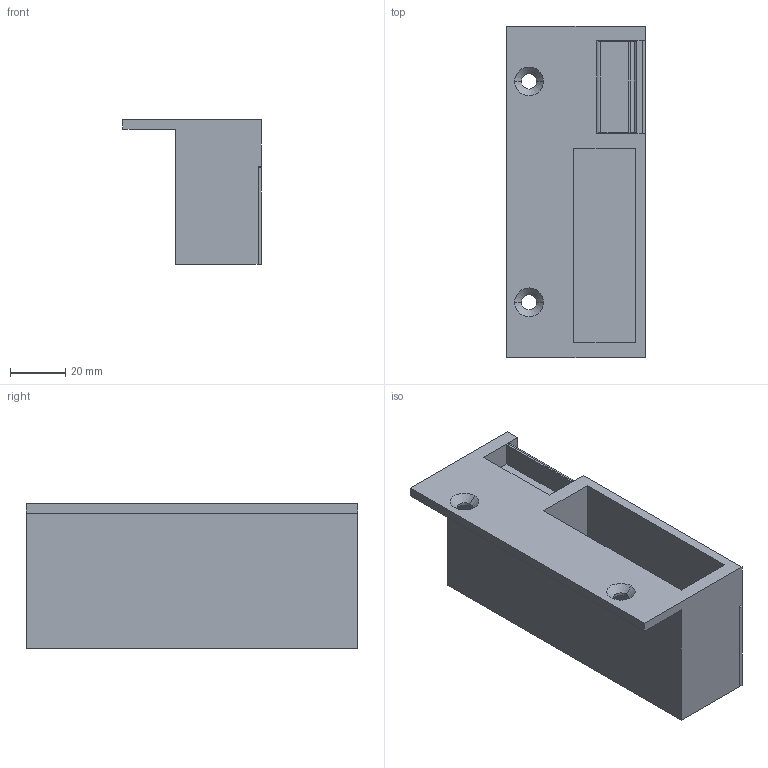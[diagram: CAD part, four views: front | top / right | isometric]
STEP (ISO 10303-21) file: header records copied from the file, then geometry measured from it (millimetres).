
FILE_DESCRIPTION (( 'STEP AP214' ), '1' );
FILE_NAME ('SEA3120_DL.STEP', '2021-07-30T12:30:06', ( '' ), ( '' ), 'SwSTEP 2.0', 'SolidWorks 2020', '' );
FILE_SCHEMA (( 'AUTOMOTIVE_DESIGN' ));
Length unit declared in the file: millimetre
Products named in the file (6): ISO 7046-1 - M3 x 6 - Z --- 6S_ISO 7046-1 - M3 x 6 - Z --- 6S; AXE 120; BOITIER 120 DL; SEA3120_DL; COUVERCLE 120; DEMI TOUR 120
Assembly tree (6 placements, depth 2):
  SEA3120_DL
    BOITIER 120 DL
    AXE 120
    COUVERCLE 120
    DEMI TOUR 120
    ISO 7046-1 - M3 x 6 - Z --- 6S_ISO 7046-1 - M3 x 6 - Z --- 6S  x2
Bounding box: 50 x 120 x 52.5 mm (x, y, z)
Volume: 161701.5 mm3; surface area: 45076.8 mm2
Topology: 6 solids, 6 shells, 252 faces, 624 edges, 384 vertices
Faces by surface type: cone 106, plane 85, cylinder 57, torus 4
Entity records: 5038 total; most frequent: DIRECTION 893, CARTESIAN_POINT 852, ORIENTED_EDGE 788, EDGE_CURVE 394, AXIS2_PLACEMENT_3D 341, VERTEX_POINT 248, LINE 211, VECTOR 211
